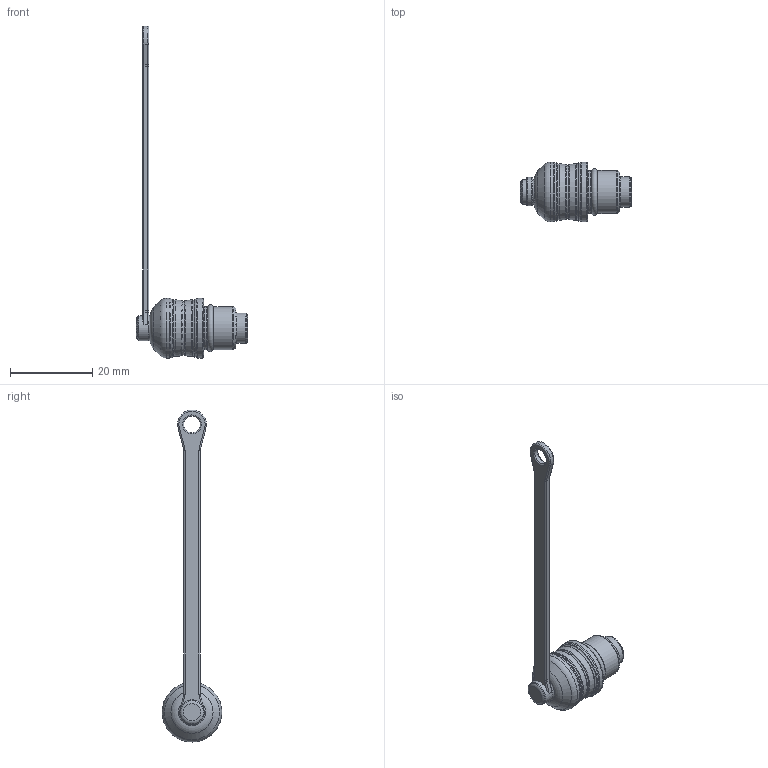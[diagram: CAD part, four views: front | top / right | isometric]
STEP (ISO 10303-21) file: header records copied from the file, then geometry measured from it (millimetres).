
FILE_DESCRIPTION(/* description */ (''),/* implementation_level */ '2;1');
FILE_NAME(/* name */ '08-2966-000-000-001_00.stp',/* time_stamp */ '2023-02-20T08:52:17+01:00',/* author */ (''),/* organization */ (''),/* preprocessor_version */ 'ST-DEVELOPER v16',/* originating_system */ 'SIEMENS PLM Software NX 11.0',/* authorisation */ '');
FILE_SCHEMA (('AUTOMOTIVE_DESIGN { 1 0 10303 214 3 1 1 1 }'));
Length unit declared in the file: millimetre
Products named in the file (1): khau27F800BEd8oq
Bounding box: 27 x 14.5 x 80.74 mm (x, y, z)
Volume: 2541.1 mm3; surface area: 2502.4 mm2
Topology: 1 solids, 1 shells, 90 faces, 198 edges, 116 vertices
Faces by surface type: torus 42, cylinder 27, plane 15, cone 6
Full cylindrical faces by diameter (mm): 4 x1, 5.9 x1, 6 x1, 7.3 x1, 8.7 x2, 10.5 x2, 14.5 x2
Entity records: 2433 total; most frequent: DIRECTION 412, CARTESIAN_POINT 368, ORIENTED_EDGE 274, AXIS2_PLACEMENT_3D 188, EDGE_LOOP 146, EDGE_CURVE 137, FACE_BOUND 113, VERTEX_POINT 104
